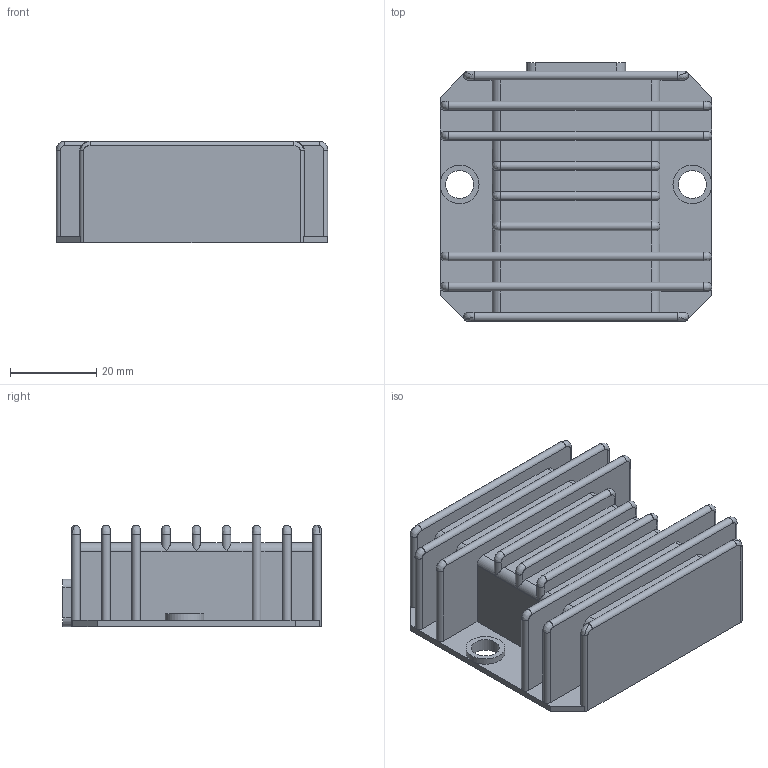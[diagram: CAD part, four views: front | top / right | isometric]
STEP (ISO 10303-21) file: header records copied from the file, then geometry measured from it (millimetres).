
FILE_DESCRIPTION(/* description */ (''),/* implementation_level */ '2;1');
FILE_NAME(/* name */ 'uxcell 48V to 5V 10A Buck.step',/* time_stamp */ '2026-02-23T17:17:51-05:00',/* author */ (''),/* organization */ (''),/* preprocessor_version */ 'ST-DEVELOPER v20.1',/* originating_system */ 'Autodesk Translation Framework v14.24.0.0',/* authorisation */ '');
FILE_SCHEMA (('AUTOMOTIVE_DESIGN { 1 0 10303 214 3 1 1 }'));
Length unit declared in the file: millimetre
Products named in the file (1): 2026-01-24-01-59-01-060
Bounding box: 63 x 60 x 23.5 mm (x, y, z)
Volume: 54349.5 mm3; surface area: 19287.3 mm2
Topology: 2 solids, 2 shells, 134 faces, 373 edges, 243 vertices
Faces by surface type: plane 61, cylinder 51, bspline 22
Full cylindrical faces by diameter (mm): 6.5 x2, 9 x2
Entity records: 4846 total; most frequent: CARTESIAN_POINT 1323, ORIENTED_EDGE 746, DIRECTION 744, EDGE_CURVE 373, AXIS2_PLACEMENT_3D 270, VERTEX_POINT 243, LINE 204, VECTOR 204
